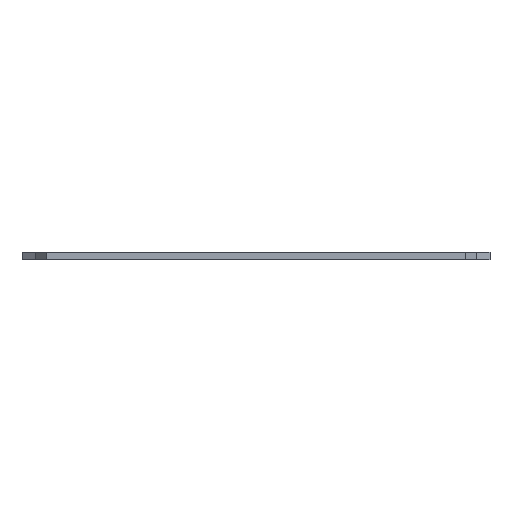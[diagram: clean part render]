
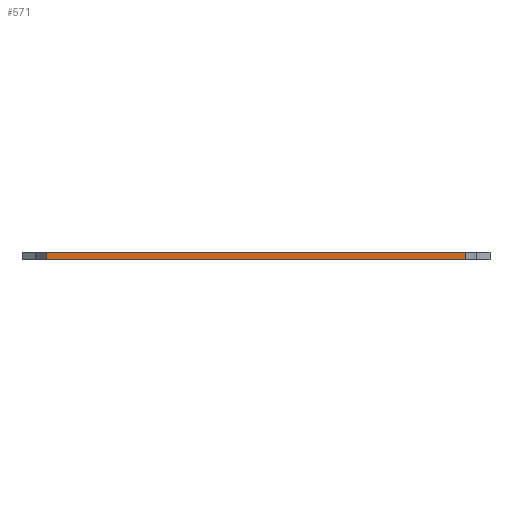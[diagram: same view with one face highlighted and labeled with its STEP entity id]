
A CAD part, left-side view. The second image highlights one B-rep face of the part: STEP entity #571.
In plain terms, the highlighted planar face has unit normal (-1, 0, 0).
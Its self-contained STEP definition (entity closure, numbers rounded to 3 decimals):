
#546 = VERTEX_POINT('',#547);
#547 = CARTESIAN_POINT('',(101.019,-130.238,1.6));
#553 = EDGE_CURVE('',#554,#546,#556,.T.);
#554 = VERTEX_POINT('',#555);
#555 = CARTESIAN_POINT('',(101.019,-130.238,0.));
#556 = LINE('',#557,#558);
#557 = CARTESIAN_POINT('',(101.019,-130.238,0.));
#558 = VECTOR('',#559,1.);
#559 = DIRECTION('',(0.,0.,1.));
#571 = ADVANCED_FACE('',(#572),#597,.T.);
#572 = FACE_BOUND('',#573,.T.);
#573 = EDGE_LOOP('',(#574,#575,#583,#591));
#574 = ORIENTED_EDGE('',*,*,#553,.T.);
#575 = ORIENTED_EDGE('',*,*,#576,.T.);
#576 = EDGE_CURVE('',#546,#577,#579,.T.);
#577 = VERTEX_POINT('',#578);
#578 = CARTESIAN_POINT('',(101.019,-39.75,1.6));
#579 = LINE('',#580,#581);
#580 = CARTESIAN_POINT('',(101.019,-130.238,1.6));
#581 = VECTOR('',#582,1.);
#582 = DIRECTION('',(0.,1.,0.));
#583 = ORIENTED_EDGE('',*,*,#584,.F.);
#584 = EDGE_CURVE('',#585,#577,#587,.T.);
#585 = VERTEX_POINT('',#586);
#586 = CARTESIAN_POINT('',(101.019,-39.75,0.));
#587 = LINE('',#588,#589);
#588 = CARTESIAN_POINT('',(101.019,-39.75,0.));
#589 = VECTOR('',#590,1.);
#590 = DIRECTION('',(0.,0.,1.));
#591 = ORIENTED_EDGE('',*,*,#592,.F.);
#592 = EDGE_CURVE('',#554,#585,#593,.T.);
#593 = LINE('',#594,#595);
#594 = CARTESIAN_POINT('',(101.019,-130.238,0.));
#595 = VECTOR('',#596,1.);
#596 = DIRECTION('',(0.,1.,0.));
#597 = PLANE('',#598);
#598 = AXIS2_PLACEMENT_3D('',#599,#600,#601);
#599 = CARTESIAN_POINT('',(101.019,-130.238,0.));
#600 = DIRECTION('',(-1.,0.,0.));
#601 = DIRECTION('',(0.,1.,0.));
